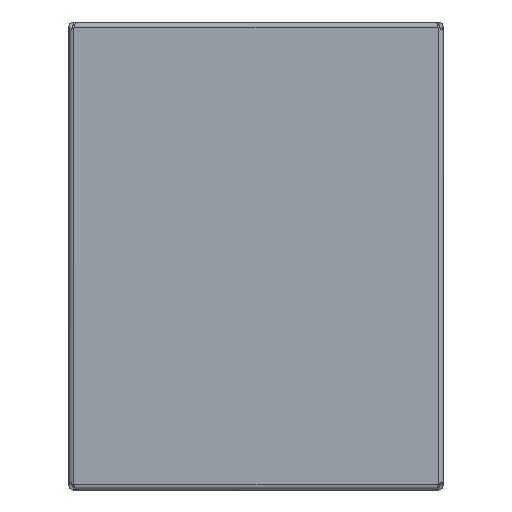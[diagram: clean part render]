
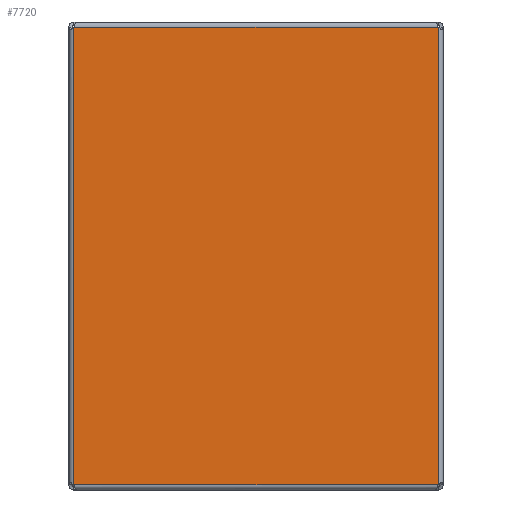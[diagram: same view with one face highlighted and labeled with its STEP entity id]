
A CAD part, front view. The second image highlights one B-rep face of the part: STEP entity #7720.
In plain terms, the highlighted planar face has unit normal (0, -1, 0).
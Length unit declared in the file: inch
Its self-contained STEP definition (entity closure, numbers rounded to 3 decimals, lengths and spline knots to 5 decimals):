
#193 = CARTESIAN_POINT ( 'NONE',  ( 5.83352, 0., -0.99806 ) ) ;
#520 = ORIENTED_EDGE ( 'NONE', *, *, #5099, .T. ) ;
#908 = VECTOR ( 'NONE', #4339, 39.37008 ) ;
#963 = EDGE_LOOP ( 'NONE', ( #5555, #7000, #520, #5283 ) ) ;
#1568 = VERTEX_POINT ( 'NONE', #193 ) ;
#2467 = EDGE_CURVE ( 'NONE', #7587, #7841, #5092, .T. ) ;
#2601 = LINE ( 'NONE', #5311, #5314 ) ;
#2961 = CARTESIAN_POINT ( 'NONE',  ( -14.9548, 0., -0.99806 ) ) ;
#3627 = VECTOR ( 'NONE', #3894, 39.37008 ) ;
#3629 = CARTESIAN_POINT ( 'NONE',  ( -14.9548, 0., 0. ) ) ;
#3845 = DIRECTION ( 'NONE',  ( 0., 0., 1. ) ) ;
#3894 = DIRECTION ( 'NONE',  ( 1., 0., 0. ) ) ;
#4056 = VECTOR ( 'NONE', #8471, 39.37008 ) ;
#4118 = VERTEX_POINT ( 'NONE', #7281 ) ;
#4258 = EDGE_CURVE ( 'NONE', #4118, #7587, #6499, .T. ) ;
#4339 = DIRECTION ( 'NONE',  ( -1., 0., 0. ) ) ;
#5092 = LINE ( 'NONE', #5875, #3627 ) ;
#5099 = EDGE_CURVE ( 'NONE', #7841, #1568, #2601, .T. ) ;
#5283 = ORIENTED_EDGE ( 'NONE', *, *, #6593, .T. ) ;
#5311 = CARTESIAN_POINT ( 'NONE',  ( 5.83352, 0., 0. ) ) ;
#5314 = VECTOR ( 'NONE', #3845, 39.37008 ) ;
#5444 = AXIS2_PLACEMENT_3D ( 'NONE', #3629, #6421, #8572 ) ;
#5555 = ORIENTED_EDGE ( 'NONE', *, *, #4258, .T. ) ;
#5734 = PLANE ( 'NONE',  #5444 ) ;
#5809 = LINE ( 'NONE', #2961, #908 ) ;
#5830 = CARTESIAN_POINT ( 'NONE',  ( 5.83352, 0., -15.66504 ) ) ;
#5875 = CARTESIAN_POINT ( 'NONE',  ( -14.9548, 0., -15.66504 ) ) ;
#6421 = DIRECTION ( 'NONE',  ( 0., -1., 0. ) ) ;
#6499 = LINE ( 'NONE', #7769, #4056 ) ;
#6593 = EDGE_CURVE ( 'NONE', #1568, #4118, #5809, .T. ) ;
#7000 = ORIENTED_EDGE ( 'NONE', *, *, #2467, .T. ) ;
#7154 = FACE_OUTER_BOUND ( 'NONE', #963, .T. ) ;
#7281 = CARTESIAN_POINT ( 'NONE',  ( -5.83352, 0., -0.99806 ) ) ;
#7587 = VERTEX_POINT ( 'NONE', #8056 ) ;
#7720 = ADVANCED_FACE ( 'NONE', ( #7154 ), #5734, .T. ) ;
#7769 = CARTESIAN_POINT ( 'NONE',  ( -5.83352, 0., 0. ) ) ;
#7841 = VERTEX_POINT ( 'NONE', #5830 ) ;
#8056 = CARTESIAN_POINT ( 'NONE',  ( -5.83352, 0., -15.66504 ) ) ;
#8471 = DIRECTION ( 'NONE',  ( 0., 0., -1. ) ) ;
#8572 = DIRECTION ( 'NONE',  ( 0., 0., -1. ) ) ;
